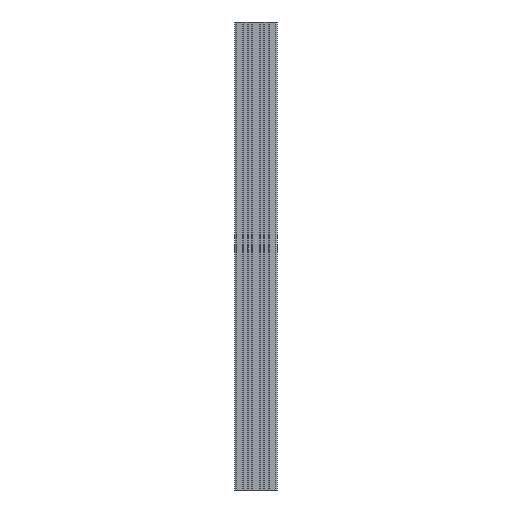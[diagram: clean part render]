
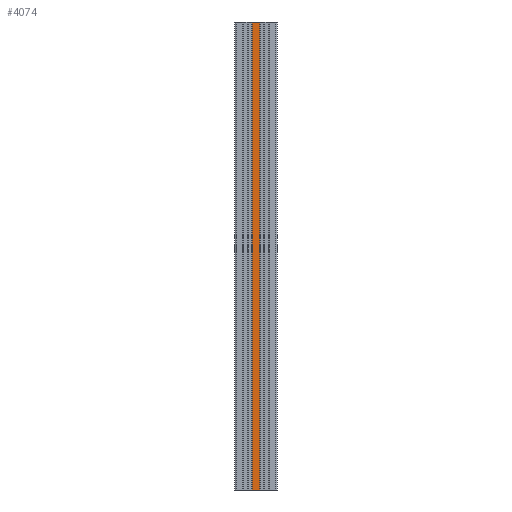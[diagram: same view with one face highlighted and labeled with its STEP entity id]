
A CAD part, left-side view. The second image highlights one B-rep face of the part: STEP entity #4074.
In plain terms, the highlighted planar face has unit normal (-1, 0, 0).
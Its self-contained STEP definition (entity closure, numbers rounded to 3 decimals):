
#345 = ORIENTED_EDGE ( 'NONE', *, *, #17740, .F. ) ;
#806 = ORIENTED_EDGE ( 'NONE', *, *, #2881, .F. ) ;
#828 = CARTESIAN_POINT ( 'NONE',  ( -21.5, 0., 1000. ) ) ;
#1047 = VERTEX_POINT ( 'NONE', #3681 ) ;
#1379 = LINE ( 'NONE', #10617, #14538 ) ;
#1857 = FACE_OUTER_BOUND ( 'NONE', #16186, .T. ) ;
#1895 = ORIENTED_EDGE ( 'NONE', *, *, #15109, .T. ) ;
#2129 = VECTOR ( 'NONE', #9789, 1000. ) ;
#2756 = VERTEX_POINT ( 'NONE', #13261 ) ;
#2881 = EDGE_CURVE ( 'NONE', #1047, #2756, #1379, .T. ) ;
#3681 = CARTESIAN_POINT ( 'NONE',  ( -21.5, -30.7, 1000. ) ) ;
#4074 = ADVANCED_FACE ( 'NONE', ( #1857 ), #14217, .F. ) ;
#4592 = VERTEX_POINT ( 'NONE', #13537 ) ;
#4805 = CARTESIAN_POINT ( 'NONE',  ( -21.5, -14.3, 0. ) ) ;
#5737 = VECTOR ( 'NONE', #7173, 1000. ) ;
#6268 = LINE ( 'NONE', #12447, #2129 ) ;
#6510 = DIRECTION ( 'NONE',  ( 0., -1., 0. ) ) ;
#7109 = DIRECTION ( 'NONE',  ( 1., 0., 0. ) ) ;
#7173 = DIRECTION ( 'NONE',  ( 0., 0., -1. ) ) ;
#8692 = DIRECTION ( 'NONE',  ( 0., 0., -1. ) ) ;
#9789 = DIRECTION ( 'NONE',  ( 0., -1., 0. ) ) ;
#10617 = CARTESIAN_POINT ( 'NONE',  ( -21.5, -30.7, 1000. ) ) ;
#12022 = CARTESIAN_POINT ( 'NONE',  ( -21.5, -14.3, 1000. ) ) ;
#12447 = CARTESIAN_POINT ( 'NONE',  ( -21.5, 0., 0. ) ) ;
#13261 = CARTESIAN_POINT ( 'NONE',  ( -21.5, -30.7, 0. ) ) ;
#13537 = CARTESIAN_POINT ( 'NONE',  ( -21.5, -14.3, 1000. ) ) ;
#13893 = CARTESIAN_POINT ( 'NONE',  ( -21.5, 0., 1000. ) ) ;
#14217 = PLANE ( 'NONE',  #18916 ) ;
#14538 = VECTOR ( 'NONE', #8692, 1000. ) ;
#14738 = VECTOR ( 'NONE', #6510, 1000. ) ;
#15109 = EDGE_CURVE ( 'NONE', #16035, #2756, #6268, .T. ) ;
#16035 = VERTEX_POINT ( 'NONE', #4805 ) ;
#16186 = EDGE_LOOP ( 'NONE', ( #1895, #806, #345, #19641 ) ) ;
#16499 = LINE ( 'NONE', #12022, #5737 ) ;
#17148 = LINE ( 'NONE', #13893, #14738 ) ;
#17740 = EDGE_CURVE ( 'NONE', #4592, #1047, #17148, .T. ) ;
#18916 = AXIS2_PLACEMENT_3D ( 'NONE', #828, #7109, #19465 ) ;
#19465 = DIRECTION ( 'NONE',  ( 0., 0., -1. ) ) ;
#19641 = ORIENTED_EDGE ( 'NONE', *, *, #19793, .T. ) ;
#19793 = EDGE_CURVE ( 'NONE', #4592, #16035, #16499, .T. ) ;
